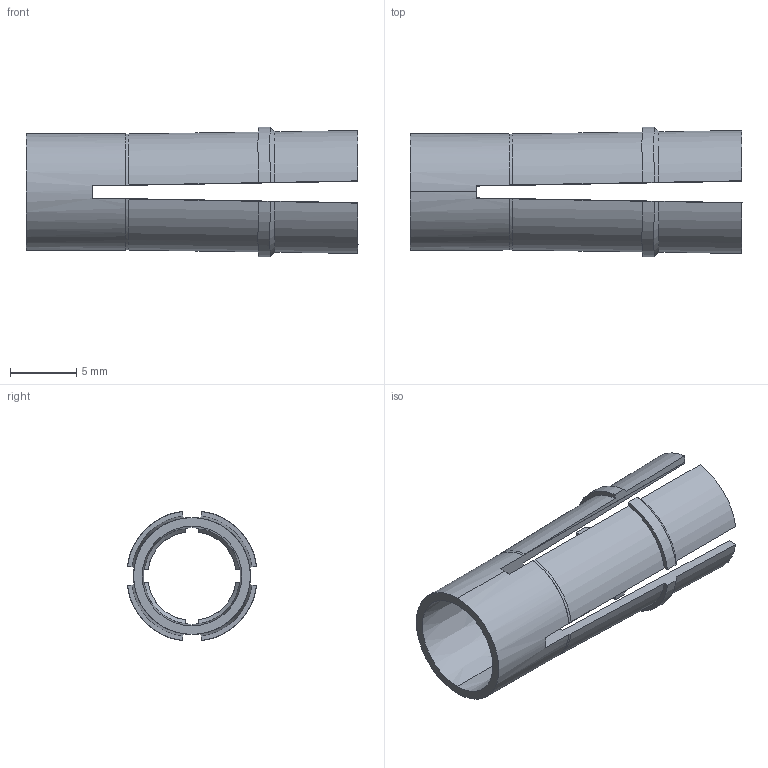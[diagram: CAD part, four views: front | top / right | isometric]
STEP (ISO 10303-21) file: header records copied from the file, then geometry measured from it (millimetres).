
FILE_DESCRIPTION (( 'STEP AP214' ), '1' );
FILE_NAME ('56-00002_revA7.STEP', '2017-09-06T21:59:13', ( '' ), ( '' ), 'SwSTEP 2.0', 'SolidWorks 2015', '' );
FILE_SCHEMA (( 'AUTOMOTIVE_DESIGN' ));
Length unit declared in the file: millimetre
Products named in the file (1): 56-00002_revA7
Bounding box: 25.02 x 9.77 x 9.77 mm (x, y, z)
Volume: 404.9 mm3; surface area: 1278.8 mm2
Topology: 1 solids, 1 shells, 76 faces, 214 edges, 139 vertices
Faces by surface type: plane 36, cylinder 22, cone 10, bspline 8
Entity records: 3980 total; most frequent: CARTESIAN_POINT 1390, ORIENTED_EDGE 428, DIRECTION 298, EDGE_CURVE 214, VERTEX_POINT 139, AXIS2_PLACEMENT_3D 125, UNCERTAINTY_MEASURE_WITH_UNIT 79, COLOUR_RGB 78
